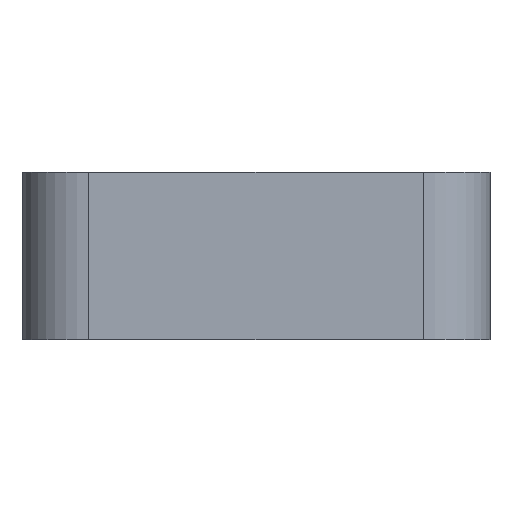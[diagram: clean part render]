
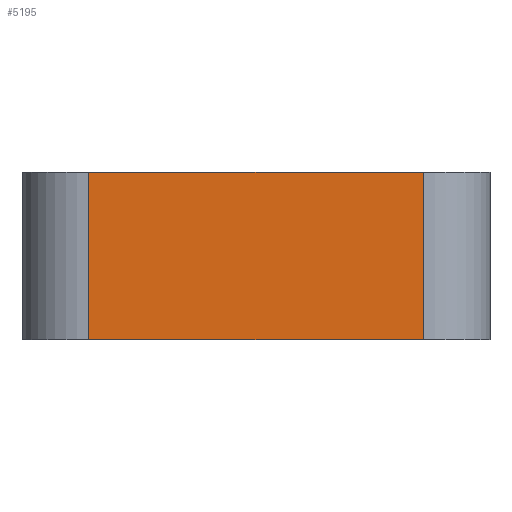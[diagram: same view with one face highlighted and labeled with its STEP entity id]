
A CAD part, front view. The second image highlights one B-rep face of the part: STEP entity #5195.
In plain terms, the highlighted planar face has unit normal (0, -1, 0).
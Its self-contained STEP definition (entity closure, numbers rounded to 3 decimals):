
#5137=CARTESIAN_POINT('',(20.,0.0,10.0));
#5138=VERTEX_POINT('',#5137);
#5146=CARTESIAN_POINT('',(20.,0.0,0.0));
#5147=VERTEX_POINT('',#5146);
#5148=CARTESIAN_POINT('',(20.,0.0,0.0));
#5149=DIRECTION('',(0.0,0.0,1.0));
#5150=VECTOR('',#5149,10.0);
#5151=LINE('',#5148,#5150);
#5152=EDGE_CURVE('',#5147,#5138,#5151,.T.);
#5165=CARTESIAN_POINT('',(20.,0.0,0.0));
#5166=DIRECTION('',(0.0,-1.0,0.0));
#5167=DIRECTION('',(0.0,0.0,-1.0));
#5168=AXIS2_PLACEMENT_3D('',#5165,#5166,#5167);
#5169=PLANE('',#5168);
#5170=CARTESIAN_POINT('',(0.0,0.0,10.0));
#5171=VERTEX_POINT('',#5170);
#5172=CARTESIAN_POINT('',(20.,0.0,10.0));
#5173=DIRECTION('',(-1.0,0.0,0.0));
#5174=VECTOR('',#5173,20.);
#5175=LINE('',#5172,#5174);
#5176=EDGE_CURVE('',#5138,#5171,#5175,.T.);
#5177=ORIENTED_EDGE('',*,*,#5176,.T.);
#5178=CARTESIAN_POINT('',(0.0,0.0,0.0));
#5179=VERTEX_POINT('',#5178);
#5180=CARTESIAN_POINT('',(0.0,0.0,0.0));
#5181=DIRECTION('',(0.0,0.0,1.0));
#5182=VECTOR('',#5181,10.0);
#5183=LINE('',#5180,#5182);
#5184=EDGE_CURVE('',#5179,#5171,#5183,.T.);
#5185=ORIENTED_EDGE('',*,*,#5184,.F.);
#5186=CARTESIAN_POINT('',(0.0,0.0,0.0));
#5187=DIRECTION('',(1.0,0.0,0.0));
#5188=VECTOR('',#5187,20.);
#5189=LINE('',#5186,#5188);
#5190=EDGE_CURVE('',#5179,#5147,#5189,.T.);
#5191=ORIENTED_EDGE('',*,*,#5190,.T.);
#5192=ORIENTED_EDGE('',*,*,#5152,.T.);
#5193=EDGE_LOOP('',(#5177,#5185,#5191,#5192));
#5194=FACE_OUTER_BOUND('',#5193,.T.);
#5195=ADVANCED_FACE('',(#5194),#5169,.T.);
